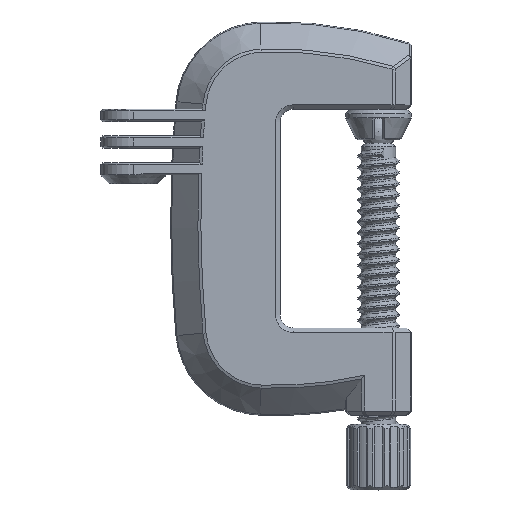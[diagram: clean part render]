
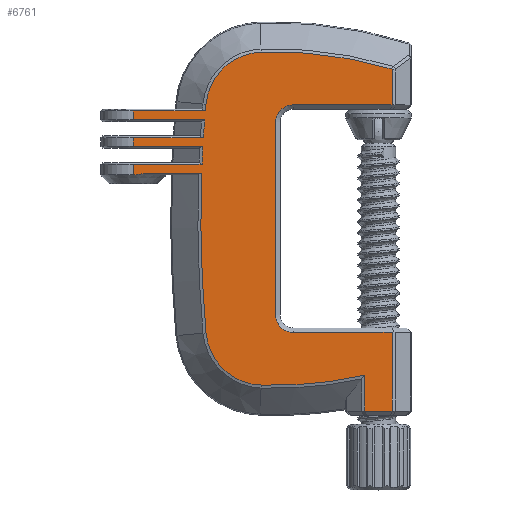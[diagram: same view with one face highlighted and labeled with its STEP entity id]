
A CAD part, top view. The second image highlights one B-rep face of the part: STEP entity #6761.
In plain terms, the highlighted planar face has unit normal (0, 0, 1).
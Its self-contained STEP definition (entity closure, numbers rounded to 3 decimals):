
#126=(
BOUNDED_CURVE()
B_SPLINE_CURVE(2,(#14339,#14340,#14341),.UNSPECIFIED.,.F.,.F.)
B_SPLINE_CURVE_WITH_KNOTS((3,3),(0.186,0.457),
 .UNSPECIFIED.)
CURVE()
GEOMETRIC_REPRESENTATION_ITEM()
RATIONAL_B_SPLINE_CURVE((1.052,1.08,1.08))
REPRESENTATION_ITEM('')
);
#276=PLANE('',#7291);
#565=CIRCLE('',#7280,93.1);
#568=CIRCLE('',#7284,13.1);
#570=CIRCLE('',#7287,293.1);
#571=CIRCLE('',#7292,4.);
#572=CIRCLE('',#7293,4.);
#573=CIRCLE('',#7294,93.1);
#574=CIRCLE('',#7295,13.1);
#575=CIRCLE('',#7296,293.1);
#576=CIRCLE('',#7297,293.1);
#577=CIRCLE('',#7298,293.1);
#872=FACE_OUTER_BOUND('',#1251,.T.);
#1251=EDGE_LOOP('',(#5701,#5702,#5703,#5704,#5705,#5706,#5707,#5708,#5709,
#5710,#5711,#5712,#5713,#5714,#5715,#5716,#5717,#5718,#5719,#5720,#5721,
#5722,#5723,#5724,#5725,#5726,#5727,#5728,#5729,#5730));
#1918=LINE('',#14166,#2421);
#1920=LINE('',#14170,#2423);
#1940=LINE('',#14280,#2443);
#1942=LINE('',#14292,#2445);
#1945=LINE('',#14297,#2448);
#1946=LINE('',#14300,#2449);
#1947=LINE('',#14304,#2450);
#1948=LINE('',#14308,#2451);
#1949=LINE('',#14310,#2452);
#1950=LINE('',#14312,#2453);
#1951=LINE('',#14320,#2454);
#1952=LINE('',#14322,#2455);
#1953=LINE('',#14324,#2456);
#1954=LINE('',#14328,#2457);
#1955=LINE('',#14330,#2458);
#1956=LINE('',#14332,#2459);
#1957=LINE('',#14336,#2460);
#1958=LINE('',#14338,#2461);
#1959=LINE('',#14342,#2462);
#2421=VECTOR('',#8468,10.);
#2423=VECTOR('',#8472,10.);
#2443=VECTOR('',#8572,10.);
#2445=VECTOR('',#8576,10.);
#2448=VECTOR('',#8581,10.);
#2449=VECTOR('',#8584,10.);
#2450=VECTOR('',#8587,10.);
#2451=VECTOR('',#8590,10.);
#2452=VECTOR('',#8591,10.);
#2453=VECTOR('',#8592,10.);
#2454=VECTOR('',#8599,10.);
#2455=VECTOR('',#8600,10.);
#2456=VECTOR('',#8601,10.);
#2457=VECTOR('',#8604,10.);
#2458=VECTOR('',#8605,10.);
#2459=VECTOR('',#8606,10.);
#2460=VECTOR('',#8609,10.);
#2461=VECTOR('',#8610,10.);
#2462=VECTOR('',#8611,10.);
#3104=VERTEX_POINT('',#14163);
#3105=VERTEX_POINT('',#14165);
#3106=VERTEX_POINT('',#14169);
#3127=VERTEX_POINT('',#14253);
#3128=VERTEX_POINT('',#14254);
#3130=VERTEX_POINT('',#14264);
#3133=VERTEX_POINT('',#14272);
#3134=VERTEX_POINT('',#14279);
#3137=VERTEX_POINT('',#14291);
#3138=VERTEX_POINT('',#14295);
#3139=VERTEX_POINT('',#14299);
#3140=VERTEX_POINT('',#14301);
#3141=VERTEX_POINT('',#14303);
#3142=VERTEX_POINT('',#14305);
#3143=VERTEX_POINT('',#14307);
#3144=VERTEX_POINT('',#14309);
#3145=VERTEX_POINT('',#14311);
#3146=VERTEX_POINT('',#14313);
#3147=VERTEX_POINT('',#14315);
#3148=VERTEX_POINT('',#14317);
#3149=VERTEX_POINT('',#14319);
#3150=VERTEX_POINT('',#14321);
#3151=VERTEX_POINT('',#14323);
#3152=VERTEX_POINT('',#14325);
#3153=VERTEX_POINT('',#14327);
#3154=VERTEX_POINT('',#14329);
#3155=VERTEX_POINT('',#14331);
#3156=VERTEX_POINT('',#14333);
#3157=VERTEX_POINT('',#14335);
#3158=VERTEX_POINT('',#14337);
#3984=EDGE_CURVE('',#3104,#3105,#1918,.T.);
#3986=EDGE_CURVE('',#3105,#3106,#1920,.T.);
#4023=EDGE_CURVE('',#3127,#3128,#565,.T.);
#4029=EDGE_CURVE('',#3128,#3130,#568,.T.);
#4031=EDGE_CURVE('',#3130,#3133,#570,.T.);
#4033=EDGE_CURVE('',#3133,#3134,#1940,.T.);
#4037=EDGE_CURVE('',#3137,#3127,#1942,.T.);
#4040=EDGE_CURVE('',#3138,#3137,#1945,.T.);
#4041=EDGE_CURVE('',#3139,#3104,#1946,.T.);
#4042=EDGE_CURVE('',#3140,#3139,#571,.T.);
#4043=EDGE_CURVE('',#3141,#3140,#1947,.T.);
#4044=EDGE_CURVE('',#3142,#3141,#572,.T.);
#4045=EDGE_CURVE('',#3143,#3142,#1948,.T.);
#4046=EDGE_CURVE('',#3144,#3143,#1949,.T.);
#4047=EDGE_CURVE('',#3145,#3144,#1950,.T.);
#4048=EDGE_CURVE('',#3146,#3145,#573,.T.);
#4049=EDGE_CURVE('',#3147,#3146,#574,.T.);
#4050=EDGE_CURVE('',#3148,#3147,#575,.T.);
#4051=EDGE_CURVE('',#3149,#3148,#1951,.T.);
#4052=EDGE_CURVE('',#3149,#3150,#1952,.T.);
#4053=EDGE_CURVE('',#3151,#3150,#1953,.T.);
#4054=EDGE_CURVE('',#3152,#3151,#576,.T.);
#4055=EDGE_CURVE('',#3153,#3152,#1954,.T.);
#4056=EDGE_CURVE('',#3153,#3154,#1955,.T.);
#4057=EDGE_CURVE('',#3155,#3154,#1956,.T.);
#4058=EDGE_CURVE('',#3156,#3155,#577,.T.);
#4059=EDGE_CURVE('',#3157,#3156,#1957,.T.);
#4060=EDGE_CURVE('',#3157,#3158,#1958,.T.);
#4061=EDGE_CURVE('',#3134,#3158,#126,.T.);
#4062=EDGE_CURVE('',#3106,#3138,#1959,.T.);
#5701=ORIENTED_EDGE('',*,*,#3984,.F.);
#5702=ORIENTED_EDGE('',*,*,#4041,.F.);
#5703=ORIENTED_EDGE('',*,*,#4042,.F.);
#5704=ORIENTED_EDGE('',*,*,#4043,.F.);
#5705=ORIENTED_EDGE('',*,*,#4044,.F.);
#5706=ORIENTED_EDGE('',*,*,#4045,.F.);
#5707=ORIENTED_EDGE('',*,*,#4046,.F.);
#5708=ORIENTED_EDGE('',*,*,#4047,.F.);
#5709=ORIENTED_EDGE('',*,*,#4048,.F.);
#5710=ORIENTED_EDGE('',*,*,#4049,.F.);
#5711=ORIENTED_EDGE('',*,*,#4050,.F.);
#5712=ORIENTED_EDGE('',*,*,#4051,.F.);
#5713=ORIENTED_EDGE('',*,*,#4052,.T.);
#5714=ORIENTED_EDGE('',*,*,#4053,.F.);
#5715=ORIENTED_EDGE('',*,*,#4054,.F.);
#5716=ORIENTED_EDGE('',*,*,#4055,.F.);
#5717=ORIENTED_EDGE('',*,*,#4056,.T.);
#5718=ORIENTED_EDGE('',*,*,#4057,.F.);
#5719=ORIENTED_EDGE('',*,*,#4058,.F.);
#5720=ORIENTED_EDGE('',*,*,#4059,.F.);
#5721=ORIENTED_EDGE('',*,*,#4060,.T.);
#5722=ORIENTED_EDGE('',*,*,#4061,.F.);
#5723=ORIENTED_EDGE('',*,*,#4033,.F.);
#5724=ORIENTED_EDGE('',*,*,#4031,.F.);
#5725=ORIENTED_EDGE('',*,*,#4029,.F.);
#5726=ORIENTED_EDGE('',*,*,#4023,.F.);
#5727=ORIENTED_EDGE('',*,*,#4037,.F.);
#5728=ORIENTED_EDGE('',*,*,#4040,.F.);
#5729=ORIENTED_EDGE('',*,*,#4062,.F.);
#5730=ORIENTED_EDGE('',*,*,#3986,.F.);
#6761=ADVANCED_FACE('',(#872),#276,.T.);
#7280=AXIS2_PLACEMENT_3D('',#14255,#8552,#8553);
#7284=AXIS2_PLACEMENT_3D('',#14268,#8562,#8563);
#7287=AXIS2_PLACEMENT_3D('',#14273,#8568,#8569);
#7291=AXIS2_PLACEMENT_3D('',#14298,#8582,#8583);
#7292=AXIS2_PLACEMENT_3D('',#14302,#8585,#8586);
#7293=AXIS2_PLACEMENT_3D('',#14306,#8588,#8589);
#7294=AXIS2_PLACEMENT_3D('',#14314,#8593,#8594);
#7295=AXIS2_PLACEMENT_3D('',#14316,#8595,#8596);
#7296=AXIS2_PLACEMENT_3D('',#14318,#8597,#8598);
#7297=AXIS2_PLACEMENT_3D('',#14326,#8602,#8603);
#7298=AXIS2_PLACEMENT_3D('',#14334,#8607,#8608);
#8468=DIRECTION('',(0.,-1.,0.));
#8472=DIRECTION('',(-0.943,-0.333,0.));
#8552=DIRECTION('center_axis',(0.,0.,-1.));
#8553=DIRECTION('ref_axis',(-0.033,-0.999,0.));
#8562=DIRECTION('center_axis',(0.,0.,-1.));
#8563=DIRECTION('ref_axis',(-0.996,-0.089,0.));
#8568=DIRECTION('center_axis',(0.,0.,-1.));
#8569=DIRECTION('ref_axis',(-0.996,0.089,0.));
#8572=DIRECTION('',(-1.,0.,0.));
#8576=DIRECTION('',(0.,1.,0.));
#8581=DIRECTION('',(-0.943,0.333,0.));
#8582=DIRECTION('center_axis',(0.,0.,1.));
#8583=DIRECTION('ref_axis',(1.,0.,0.));
#8584=DIRECTION('',(1.,0.,0.));
#8585=DIRECTION('center_axis',(0.,0.,1.));
#8586=DIRECTION('ref_axis',(-0.707,-0.707,0.));
#8587=DIRECTION('',(0.,-1.,0.));
#8588=DIRECTION('center_axis',(0.,0.,1.));
#8589=DIRECTION('ref_axis',(-0.707,0.707,0.));
#8590=DIRECTION('',(-1.,0.,0.));
#8591=DIRECTION('',(-0.943,-0.333,0.));
#8592=DIRECTION('',(0.,-1.,0.));
#8593=DIRECTION('center_axis',(0.,0.,-1.));
#8594=DIRECTION('ref_axis',(0.312,0.95,0.));
#8595=DIRECTION('center_axis',(0.,0.,-1.));
#8596=DIRECTION('ref_axis',(-0.033,0.999,0.));
#8597=DIRECTION('center_axis',(0.,0.,-1.));
#8598=DIRECTION('ref_axis',(-0.996,0.089,0.));
#8599=DIRECTION('',(1.,0.,0.));
#8600=DIRECTION('',(0.,-1.,0.));
#8601=DIRECTION('',(-1.,0.,0.));
#8602=DIRECTION('center_axis',(0.,0.,-1.));
#8603=DIRECTION('ref_axis',(-0.996,0.089,0.));
#8604=DIRECTION('',(1.,0.,0.));
#8605=DIRECTION('',(0.,-1.,0.));
#8606=DIRECTION('',(-1.,0.,0.));
#8607=DIRECTION('center_axis',(0.,0.,-1.));
#8608=DIRECTION('ref_axis',(-0.996,0.089,0.));
#8609=DIRECTION('',(1.,0.,0.));
#8610=DIRECTION('',(0.,-1.,0.));
#8611=DIRECTION('',(-1.,0.,0.));
#14163=CARTESIAN_POINT('',(-4.4,-51.,15.));
#14165=CARTESIAN_POINT('',(-4.4,-68.994,15.));
#14166=CARTESIAN_POINT('',(-4.4,-36.25,15.));
#14169=CARTESIAN_POINT('',(-4.417,-69.,15.));
#14170=CARTESIAN_POINT('',(-8.387,-70.404,15.));
#14253=CARTESIAN_POINT('',(-10.6,-60.787,15.));
#14254=CARTESIAN_POINT('',(-34.321,-63.048,15.));
#14255=CARTESIAN_POINT('Origin',(-31.225,30.,15.));
#14264=CARTESIAN_POINT('',(-46.934,-51.123,15.));
#14268=CARTESIAN_POINT('Origin',(-33.886,-49.956,15.));
#14272=CARTESIAN_POINT('',(-47.915,-14.6,15.));
#14273=CARTESIAN_POINT('Origin',(245.,-25.,15.));
#14279=CARTESIAN_POINT('',(-61.018,-14.6,15.));
#14280=CARTESIAN_POINT('',(-42.75,-14.6,15.));
#14291=CARTESIAN_POINT('',(-10.6,-68.994,15.));
#14292=CARTESIAN_POINT('',(-10.6,-35.919,15.));
#14295=CARTESIAN_POINT('',(-10.583,-69.,15.));
#14297=CARTESIAN_POINT('',(-25.113,-63.863,15.));
#14298=CARTESIAN_POINT('Origin',(-27.5,-25.,15.));
#14299=CARTESIAN_POINT('',(-27.,-51.,15.));
#14300=CARTESIAN_POINT('',(-13.75,-51.,15.));
#14301=CARTESIAN_POINT('',(-31.,-47.,15.));
#14302=CARTESIAN_POINT('Origin',(-27.,-47.,15.));
#14303=CARTESIAN_POINT('',(-31.,-3.,15.));
#14304=CARTESIAN_POINT('',(-31.,-37.5,15.));
#14305=CARTESIAN_POINT('',(-27.,1.,15.));
#14306=CARTESIAN_POINT('Origin',(-27.,-3.,15.));
#14307=CARTESIAN_POINT('',(-4.417,1.,15.));
#14308=CARTESIAN_POINT('',(-28.75,1.,15.));
#14309=CARTESIAN_POINT('',(-4.4,1.006,15.));
#14310=CARTESIAN_POINT('',(-19.458,-4.318,15.));
#14311=CARTESIAN_POINT('',(-4.4,9.152,15.));
#14312=CARTESIAN_POINT('',(-4.4,-18.75,15.));
#14313=CARTESIAN_POINT('',(-34.321,13.048,15.));
#14314=CARTESIAN_POINT('Origin',(-31.225,-80.,15.));
#14315=CARTESIAN_POINT('',(-46.934,1.123,15.));
#14316=CARTESIAN_POINT('Origin',(-33.886,-0.044,15.));
#14317=CARTESIAN_POINT('',(-47.066,-0.4,15.));
#14318=CARTESIAN_POINT('Origin',(245.,-25.,15.));
#14319=CARTESIAN_POINT('',(-63.5,-0.4,15.));
#14320=CARTESIAN_POINT('',(-42.75,-0.4,15.));
#14321=CARTESIAN_POINT('',(-63.5,-2.4,15.));
#14322=CARTESIAN_POINT('',(-63.5,0.,15.));
#14323=CARTESIAN_POINT('',(-47.227,-2.4,15.));
#14324=CARTESIAN_POINT('',(-42.75,-2.4,15.));
#14325=CARTESIAN_POINT('',(-47.516,-6.5,15.));
#14326=CARTESIAN_POINT('Origin',(245.,-25.,15.));
#14327=CARTESIAN_POINT('',(-63.5,-6.5,15.));
#14328=CARTESIAN_POINT('',(-42.75,-6.5,15.));
#14329=CARTESIAN_POINT('',(-63.5,-8.5,15.));
#14330=CARTESIAN_POINT('',(-63.5,-6.1,15.));
#14331=CARTESIAN_POINT('',(-47.635,-8.5,15.));
#14332=CARTESIAN_POINT('',(-42.75,-8.5,15.));
#14333=CARTESIAN_POINT('',(-47.838,-12.6,15.));
#14334=CARTESIAN_POINT('Origin',(245.,-25.,15.));
#14335=CARTESIAN_POINT('',(-63.5,-12.6,15.));
#14336=CARTESIAN_POINT('',(-42.75,-12.6,15.));
#14337=CARTESIAN_POINT('',(-63.5,-15.,15.));
#14338=CARTESIAN_POINT('',(-63.5,-12.2,15.));
#14339=CARTESIAN_POINT('Ctrl Pts',(-61.018,-14.6,15.));
#14340=CARTESIAN_POINT('Ctrl Pts',(-62.291,-15.,15.));
#14341=CARTESIAN_POINT('Ctrl Pts',(-63.5,-15.,15.));
#14342=CARTESIAN_POINT('',(-21.25,-69.,15.));
